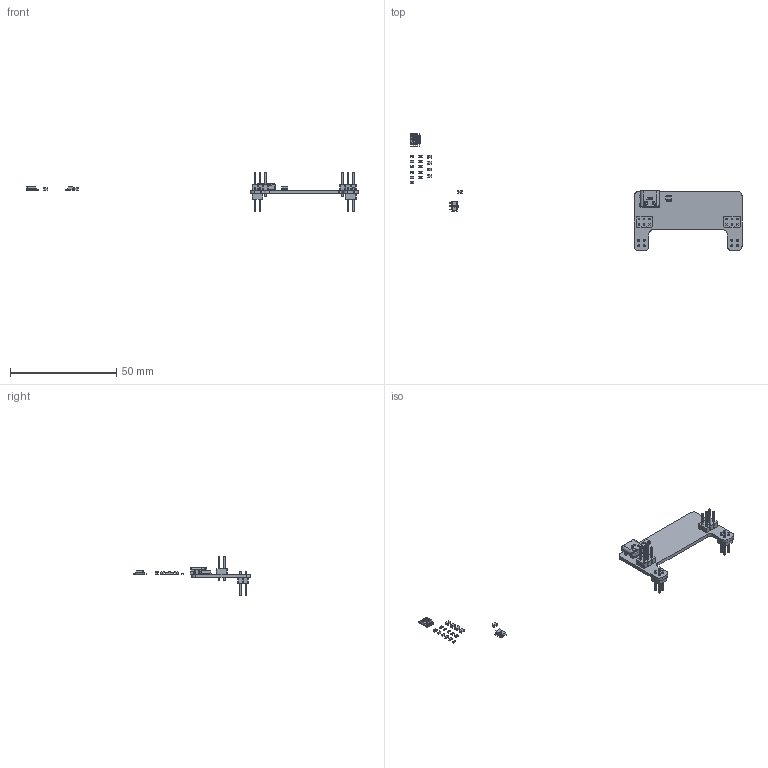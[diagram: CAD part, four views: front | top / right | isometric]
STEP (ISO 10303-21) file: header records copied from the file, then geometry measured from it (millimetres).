
FILE_DESCRIPTION(('KiCad electronic assembly'),'2;1');
FILE_NAME('breadboard_power_supply.step','2025-10-19T23:28:38',('Pcbnew' ),('Kicad'),'Open CASCADE STEP processor 7.8', 'KiCad to STEP converter','Unknown');
FILE_SCHEMA(('AUTOMOTIVE_DESIGN { 1 0 10303 214 1 1 1 1 }'));
Length unit declared in the file: millimetre
Products named in the file (26): breadboard_power_supply 1; CH224K; CH224K_SOP100P600X160-10N v3; C_0603_1608Metric; C_0805_2012Metric; PinHeader_2x03_P2.54mm_Vertical; PinHeader_2x03_P254mm_Vertical; SOT-89-3; CQ assembly; R_0603_1608Metric_10k; R_0603_1608Metric_10k v2; R_0603_1608Metric_100; R_0603_1608Metric_100 v2; L_0805_2012Metric; R_0603_1608Metric_1k; R_0603_1608Metric_1k v2; SOT-23-6; SOT_23_6; G-SWITCH_GT-USB-7010ASV_USB4105-15-A-120; USB4105-15-A-120; PinHeader_2x02_P2.54mm_Vertical; PinHeader_2x02_P254mm_Vertical; breadboard_power_supply_PCB
Assembly tree (37 placements, depth 3):
  breadboard_power_supply 1
    CH224K
      CH224K_SOP100P600X160-10N v3
    C_0603_1608Metric  x5
      C_0603_1608Metric
    C_0805_2012Metric  x4
      C_0805_2012Metric
    PinHeader_2x03_P2.54mm_Vertical  x2
      PinHeader_2x03_P254mm_Vertical
    SOT-89-3
      CQ assembly
    R_0603_1608Metric_10k  x2
      R_0603_1608Metric_10k v2
    R_0603_1608Metric_100  x2
      R_0603_1608Metric_100 v2
    L_0805_2012Metric
      L_0805_2012Metric
    R_0603_1608Metric_1k  x2
      R_0603_1608Metric_1k v2
    SOT-23-6
      SOT_23_6
    G-SWITCH_GT-USB-7010ASV_USB4105-15-A-120
      USB4105-15-A-120
    PinHeader_2x02_P2.54mm_Vertical  x2
      PinHeader_2x02_P254mm_Vertical
    breadboard_power_supply_PCB
Bounding box: 156.3 x 55.1 x 18.78 mm (x, y, z)
Volume: 2231.3 mm3; surface area: 4192.8 mm2
Topology: 59 solids, 59 shells, 2767 faces, 7320 edges, 4744 vertices
Faces by surface type: plane 1833, bspline 462, cylinder 430, cone 42
Full cylindrical faces by diameter (mm): 0.39 x1, 0.5 x2, 0.65 x2, 0.7 x1, 1 x20
Entity records: 72561 total; most frequent: CARTESIAN_POINT 17640, ORIENTED_EDGE 11292, DIRECTION 9190, EDGE_CURVE 5646, LINE 4220, VECTOR 4220, VERTEX_POINT 3662, AXIS2_PLACEMENT_3D 2485
